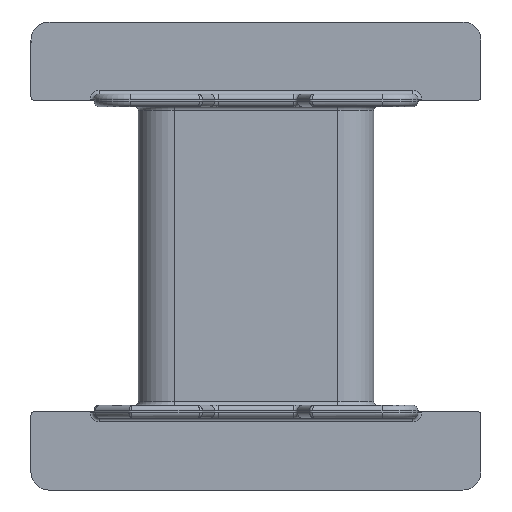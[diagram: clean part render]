
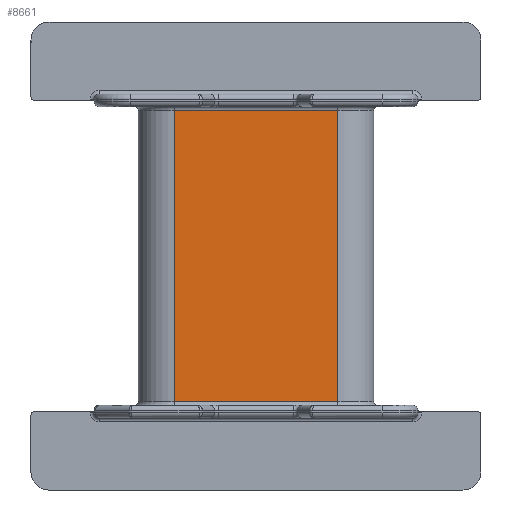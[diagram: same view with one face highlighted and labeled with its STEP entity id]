
A CAD part, front view. The second image highlights one B-rep face of the part: STEP entity #8661.
In plain terms, the highlighted planar face has unit normal (0, -1, 0).
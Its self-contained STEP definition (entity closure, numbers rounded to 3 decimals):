
#1805=DIRECTION('',(0.,0.,1.));
#1806=VECTOR('',#1805,16.2);
#1807=CARTESIAN_POINT('',(4.55,-3.45,-8.1));
#1808=LINE('',#1807,#1806);
#1813=DIRECTION('',(1.,0.,0.));
#1814=VECTOR('',#1813,9.1);
#1815=CARTESIAN_POINT('',(-4.55,-3.45,-8.1));
#1816=LINE('',#1815,#1814);
#1840=DIRECTION('',(0.,0.,-1.));
#1841=VECTOR('',#1840,16.2);
#1842=CARTESIAN_POINT('',(-4.55,-3.45,8.1));
#1843=LINE('',#1842,#1841);
#4797=DIRECTION('',(-1.,0.,0.));
#4798=VECTOR('',#4797,9.1);
#4799=CARTESIAN_POINT('',(4.55,-3.45,8.1));
#4800=LINE('',#4799,#4798);
#6089=CARTESIAN_POINT('',(-4.55,-3.45,-8.1));
#6090=VERTEX_POINT('',#6089);
#6091=CARTESIAN_POINT('',(-4.55,-3.45,8.1));
#6092=VERTEX_POINT('',#6091);
#6093=CARTESIAN_POINT('',(4.55,-3.45,8.1));
#6094=VERTEX_POINT('',#6093);
#6095=CARTESIAN_POINT('',(4.55,-3.45,-8.1));
#6096=VERTEX_POINT('',#6095);
#8647=CARTESIAN_POINT('',(-6.55,-3.45,-9.));
#8648=DIRECTION('',(0.,-1.,0.));
#8649=DIRECTION('',(1.,0.,0.));
#8650=AXIS2_PLACEMENT_3D('',#8647,#8648,#8649);
#8651=PLANE('',#8650);
#8653=ORIENTED_EDGE('',*,*,#8652,.F.);
#8655=ORIENTED_EDGE('',*,*,#8654,.F.);
#8657=ORIENTED_EDGE('',*,*,#8656,.F.);
#8658=ORIENTED_EDGE('',*,*,#8639,.F.);
#8659=EDGE_LOOP('',(#8653,#8655,#8657,#8658));
#8660=FACE_OUTER_BOUND('',#8659,.F.);
#8639=EDGE_CURVE('',#6096,#6094,#1808,.T.);
#8652=EDGE_CURVE('',#6090,#6096,#1816,.T.);
#8654=EDGE_CURVE('',#6092,#6090,#1843,.T.);
#8656=EDGE_CURVE('',#6094,#6092,#4800,.T.);
#8661=ADVANCED_FACE('',(#8660),#8651,.T.);
